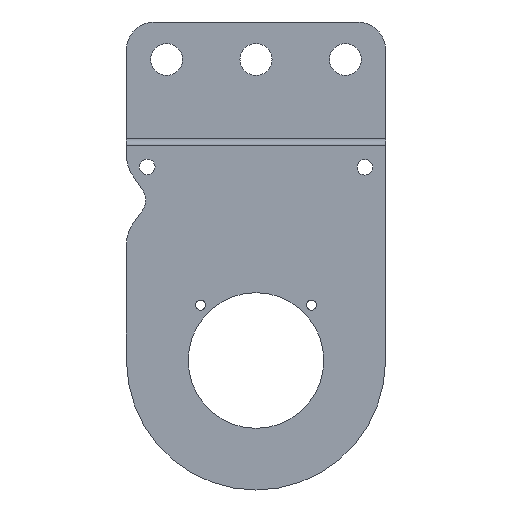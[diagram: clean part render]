
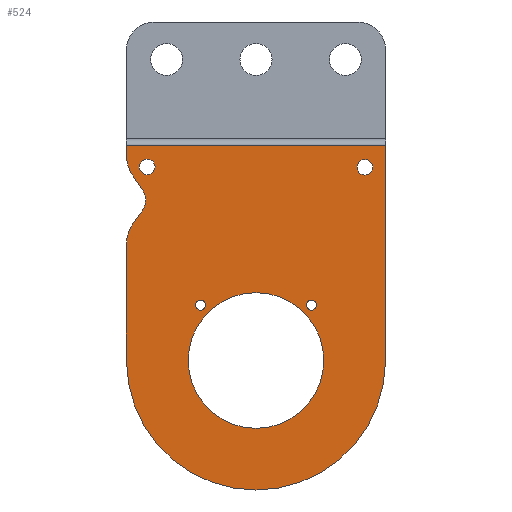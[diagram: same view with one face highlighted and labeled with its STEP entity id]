
A CAD part, left-side view. The second image highlights one B-rep face of the part: STEP entity #524.
In plain terms, the highlighted planar face has unit normal (-1, 0, 0).
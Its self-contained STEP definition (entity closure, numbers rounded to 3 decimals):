
#18=FACE_BOUND('',#75,.T.);
#19=FACE_BOUND('',#76,.T.);
#20=FACE_BOUND('',#77,.T.);
#21=FACE_BOUND('',#78,.T.);
#22=FACE_BOUND('',#79,.T.);
#35=PLANE('',#569);
#46=FACE_OUTER_BOUND('',#74,.T.);
#74=EDGE_LOOP('',(#368,#369,#370,#371,#372,#373,#374,#375,#376,#377));
#75=EDGE_LOOP('',(#378));
#76=EDGE_LOOP('',(#379));
#77=EDGE_LOOP('',(#380));
#78=EDGE_LOOP('',(#381));
#79=EDGE_LOOP('',(#382));
#118=LINE('',#803,#160);
#123=LINE('',#815,#165);
#124=LINE('',#819,#166);
#125=LINE('',#823,#167);
#126=LINE('',#827,#168);
#127=LINE('',#828,#169);
#160=VECTOR('',#637,10.);
#165=VECTOR('',#646,10.);
#166=VECTOR('',#649,10.);
#167=VECTOR('',#652,10.);
#168=VECTOR('',#655,10.);
#169=VECTOR('',#656,10.);
#201=CIRCLE('',#566,6.);
#203=CIRCLE('',#570,3.);
#204=CIRCLE('',#571,6.);
#205=CIRCLE('',#572,21.002);
#206=CIRCLE('',#573,1.265);
#207=CIRCLE('',#574,1.265);
#208=CIRCLE('',#575,11.);
#209=CIRCLE('',#576,0.812);
#210=CIRCLE('',#577,0.812);
#235=VERTEX_POINT('',#796);
#236=VERTEX_POINT('',#798);
#237=VERTEX_POINT('',#802);
#242=VERTEX_POINT('',#814);
#243=VERTEX_POINT('',#816);
#244=VERTEX_POINT('',#818);
#245=VERTEX_POINT('',#820);
#246=VERTEX_POINT('',#822);
#247=VERTEX_POINT('',#824);
#248=VERTEX_POINT('',#826);
#249=VERTEX_POINT('',#829);
#250=VERTEX_POINT('',#831);
#251=VERTEX_POINT('',#833);
#252=VERTEX_POINT('',#835);
#253=VERTEX_POINT('',#837);
#284=EDGE_CURVE('',#235,#236,#201,.T.);
#286=EDGE_CURVE('',#237,#236,#118,.T.);
#292=EDGE_CURVE('',#235,#242,#123,.T.);
#293=EDGE_CURVE('',#242,#243,#203,.T.);
#294=EDGE_CURVE('',#243,#244,#124,.T.);
#295=EDGE_CURVE('',#245,#244,#204,.T.);
#296=EDGE_CURVE('',#245,#246,#125,.T.);
#297=EDGE_CURVE('',#246,#247,#205,.T.);
#298=EDGE_CURVE('',#248,#247,#126,.T.);
#299=EDGE_CURVE('',#248,#237,#127,.T.);
#300=EDGE_CURVE('',#249,#249,#206,.T.);
#301=EDGE_CURVE('',#250,#250,#207,.T.);
#302=EDGE_CURVE('',#251,#251,#208,.T.);
#303=EDGE_CURVE('',#252,#252,#209,.T.);
#304=EDGE_CURVE('',#253,#253,#210,.T.);
#368=ORIENTED_EDGE('',*,*,#284,.F.);
#369=ORIENTED_EDGE('',*,*,#292,.T.);
#370=ORIENTED_EDGE('',*,*,#293,.T.);
#371=ORIENTED_EDGE('',*,*,#294,.T.);
#372=ORIENTED_EDGE('',*,*,#295,.F.);
#373=ORIENTED_EDGE('',*,*,#296,.T.);
#374=ORIENTED_EDGE('',*,*,#297,.T.);
#375=ORIENTED_EDGE('',*,*,#298,.F.);
#376=ORIENTED_EDGE('',*,*,#299,.T.);
#377=ORIENTED_EDGE('',*,*,#286,.T.);
#378=ORIENTED_EDGE('',*,*,#300,.T.);
#379=ORIENTED_EDGE('',*,*,#301,.T.);
#380=ORIENTED_EDGE('',*,*,#302,.T.);
#381=ORIENTED_EDGE('',*,*,#303,.T.);
#382=ORIENTED_EDGE('',*,*,#304,.T.);
#524=ADVANCED_FACE('',(#46,#18,#19,#20,#21,#22),#35,.T.);
#566=AXIS2_PLACEMENT_3D('',#799,#632,#633);
#569=AXIS2_PLACEMENT_3D('',#813,#644,#645);
#570=AXIS2_PLACEMENT_3D('',#817,#647,#648);
#571=AXIS2_PLACEMENT_3D('',#821,#650,#651);
#572=AXIS2_PLACEMENT_3D('',#825,#653,#654);
#573=AXIS2_PLACEMENT_3D('',#830,#657,#658);
#574=AXIS2_PLACEMENT_3D('',#832,#659,#660);
#575=AXIS2_PLACEMENT_3D('',#834,#661,#662);
#576=AXIS2_PLACEMENT_3D('',#836,#663,#664);
#577=AXIS2_PLACEMENT_3D('',#838,#665,#666);
#632=DIRECTION('center_axis',(1.,0.,0.));
#633=DIRECTION('ref_axis',(0.,0.955,-0.298));
#637=DIRECTION('',(0.,0.,-1.));
#644=DIRECTION('center_axis',(-1.,0.,0.));
#645=DIRECTION('ref_axis',(0.,0.,-1.));
#646=DIRECTION('',(0.,-0.569,-0.822));
#647=DIRECTION('center_axis',(1.,0.,0.));
#648=DIRECTION('ref_axis',(0.,1.,0.));
#649=DIRECTION('',(0.,0.591,-0.807));
#650=DIRECTION('center_axis',(1.,0.,0.));
#651=DIRECTION('ref_axis',(0.,0.951,0.311));
#652=DIRECTION('',(0.,0.,-1.));
#653=DIRECTION('center_axis',(-1.,0.,0.));
#654=DIRECTION('ref_axis',(0.,0.,-1.));
#655=DIRECTION('',(0.,0.,-1.));
#656=DIRECTION('',(0.,1.,0.));
#657=DIRECTION('center_axis',(1.,0.,0.));
#658=DIRECTION('ref_axis',(0.,0.,
1.));
#659=DIRECTION('center_axis',(1.,0.,0.));
#660=DIRECTION('ref_axis',(0.,0.,
1.));
#661=DIRECTION('center_axis',(1.,0.,0.));
#662=DIRECTION('ref_axis',(0.,0.,-1.));
#663=DIRECTION('center_axis',(1.,0.,0.));
#664=DIRECTION('ref_axis',(0.,1.,0.));
#665=DIRECTION('center_axis',(1.,0.,0.));
#666=DIRECTION('ref_axis',(0.,1.,0.));
#796=CARTESIAN_POINT('',(27.302,11.755,39.96));
#798=CARTESIAN_POINT('',(27.302,12.82,43.373));
#799=CARTESIAN_POINT('Origin',(27.302,6.82,43.373));
#802=CARTESIAN_POINT('',(27.302,12.82,45.));
#803=CARTESIAN_POINT('',(27.302,12.82,78.82));
#813=CARTESIAN_POINT('Origin',(27.302,12.82,36.311));
#814=CARTESIAN_POINT('',(27.302,10.253,37.789));
#815=CARTESIAN_POINT('',(27.302,10.323,37.889));
#816=CARTESIAN_POINT('',(27.302,10.299,34.31));
#817=CARTESIAN_POINT('Origin',(27.302,12.72,36.082));
#818=CARTESIAN_POINT('',(27.302,11.662,32.448));
#819=CARTESIAN_POINT('',(27.302,11.476,32.702));
#820=CARTESIAN_POINT('',(27.302,12.82,28.904));
#821=CARTESIAN_POINT('Origin',(27.302,6.82,28.904));
#822=CARTESIAN_POINT('',(27.302,12.82,9.788));
#823=CARTESIAN_POINT('',(27.302,12.82,30.663));
#824=CARTESIAN_POINT('',(27.302,-29.18,9.788));
#825=CARTESIAN_POINT('Origin',(27.302,-8.18,10.068));
#826=CARTESIAN_POINT('',(27.302,-29.18,45.));
#827=CARTESIAN_POINT('',(27.302,-29.18,38.919));
#828=CARTESIAN_POINT('',(27.302,-8.18,45.));
#829=CARTESIAN_POINT('',(27.302,-25.835,40.129));
#830=CARTESIAN_POINT('Origin',(27.302,-25.835,41.393));
#831=CARTESIAN_POINT('',(27.302,9.46,40.185));
#832=CARTESIAN_POINT('Origin',(27.302,9.46,41.449));
#833=CARTESIAN_POINT('',(27.302,-8.18,21.068));
#834=CARTESIAN_POINT('Origin',(27.302,-8.18,10.068));
#835=CARTESIAN_POINT('',(27.302,-0.011,19.048));
#836=CARTESIAN_POINT('Origin',(27.302,0.8,19.048));
#837=CARTESIAN_POINT('',(27.302,-17.972,19.048));
#838=CARTESIAN_POINT('Origin',(27.302,-17.16,19.048));
